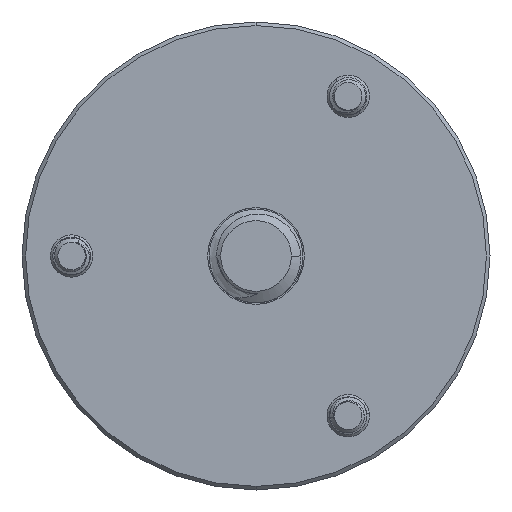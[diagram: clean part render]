
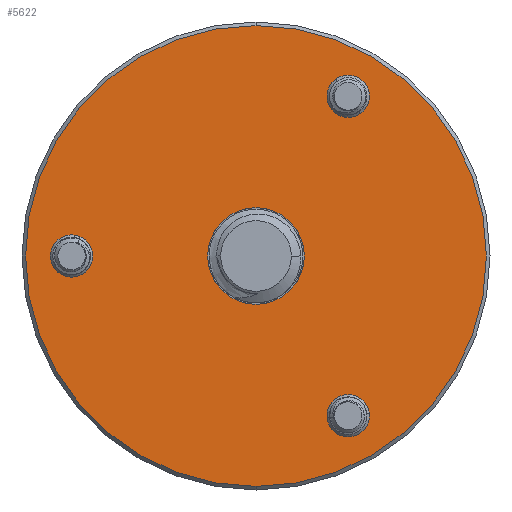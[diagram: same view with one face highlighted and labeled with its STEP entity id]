
A CAD part, front view. The second image highlights one B-rep face of the part: STEP entity #5622.
In plain terms, the highlighted planar face has unit normal (0, -1, 0).
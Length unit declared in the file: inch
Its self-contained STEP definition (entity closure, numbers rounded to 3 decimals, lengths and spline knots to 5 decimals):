
#128 = DIRECTION ( 'NONE',  ( 0., 1., 0. ) ) ;
#337 = CARTESIAN_POINT ( 'NONE',  ( 0., 0., 0. ) ) ;
#930 = FACE_BOUND ( 'NONE', #8347, .T. ) ;
#957 = DIRECTION ( 'NONE',  ( 0., -1., 0. ) ) ;
#993 = VERTEX_POINT ( 'NONE', #10971 ) ;
#1057 = VERTEX_POINT ( 'NONE', #13023 ) ;
#1155 = DIRECTION ( 'NONE',  ( 0., 1., 0. ) ) ;
#1159 = EDGE_LOOP ( 'NONE', ( #5073, #14183 ) ) ;
#1188 = DIRECTION ( 'NONE',  ( 0., 1., 0. ) ) ;
#1381 = VERTEX_POINT ( 'NONE', #16649 ) ;
#1661 = DIRECTION ( 'NONE',  ( 0., 0., 1. ) ) ;
#1719 = EDGE_CURVE ( 'NONE', #9052, #12722, #6926, .T. ) ;
#2212 = EDGE_CURVE ( 'NONE', #993, #5154, #12316, .T. ) ;
#2279 = CIRCLE ( 'NONE', #14676, 0.089 ) ;
#2326 = CARTESIAN_POINT ( 'NONE',  ( 0., 0., 0. ) ) ;
#2348 = CARTESIAN_POINT ( 'NONE',  ( 0., 0., 0. ) ) ;
#2813 = DIRECTION ( 'NONE',  ( 0., 1., 0. ) ) ;
#2877 = EDGE_CURVE ( 'NONE', #16637, #1381, #14364, .T. ) ;
#3303 = CIRCLE ( 'NONE', #8899, 0.089 ) ;
#3330 = ORIENTED_EDGE ( 'NONE', *, *, #2877, .T. ) ;
#3462 = AXIS2_PLACEMENT_3D ( 'NONE', #5170, #14190, #6461 ) ;
#3588 = DIRECTION ( 'NONE',  ( 0., 0., 1. ) ) ;
#3614 = DIRECTION ( 'NONE',  ( 0., 0., 1. ) ) ;
#4123 = AXIS2_PLACEMENT_3D ( 'NONE', #8670, #957, #9963 ) ;
#4355 = FACE_BOUND ( 'NONE', #5305, .T. ) ;
#4773 = AXIS2_PLACEMENT_3D ( 'NONE', #2348, #11336, #3614 ) ;
#4817 = DIRECTION ( 'NONE',  ( 0., 1., 0. ) ) ;
#5004 = DIRECTION ( 'NONE',  ( 0., 1., 0. ) ) ;
#5073 = ORIENTED_EDGE ( 'NONE', *, *, #2212, .T. ) ;
#5100 = EDGE_LOOP ( 'NONE', ( #11949, #6744 ) ) ;
#5131 = CARTESIAN_POINT ( 'NONE',  ( -0.775, 0., 0.089 ) ) ;
#5154 = VERTEX_POINT ( 'NONE', #15288 ) ;
#5170 = CARTESIAN_POINT ( 'NONE',  ( 0.3875, 0., 0.67117 ) ) ;
#5305 = EDGE_LOOP ( 'NONE', ( #15864, #3330 ) ) ;
#5328 = VERTEX_POINT ( 'NONE', #6668 ) ;
#5622 = ADVANCED_FACE ( 'NONE', ( #7784, #7375, #930, #4355, #14223 ), #14029, .F. ) ;
#5841 = EDGE_LOOP ( 'NONE', ( #11377, #12185 ) ) ;
#5903 = CARTESIAN_POINT ( 'NONE',  ( 0.3875, 0., -0.58217 ) ) ;
#5926 = VERTEX_POINT ( 'NONE', #8194 ) ;
#5986 = CARTESIAN_POINT ( 'NONE',  ( -0.775, 0., -0.089 ) ) ;
#6461 = DIRECTION ( 'NONE',  ( 0., 0., 1. ) ) ;
#6668 = CARTESIAN_POINT ( 'NONE',  ( 0.3875, 0., -0.76017 ) ) ;
#6744 = ORIENTED_EDGE ( 'NONE', *, *, #14744, .T. ) ;
#6926 = CIRCLE ( 'NONE', #9413, 0.089 ) ;
#7096 = CIRCLE ( 'NONE', #4773, 0.9685 ) ;
#7375 = FACE_BOUND ( 'NONE', #5100, .T. ) ;
#7784 = FACE_OUTER_BOUND ( 'NONE', #1159, .T. ) ;
#7867 = CARTESIAN_POINT ( 'NONE',  ( -0.775, 0., 0. ) ) ;
#8194 = CARTESIAN_POINT ( 'NONE',  ( 0., 0., 0.203 ) ) ;
#8347 = EDGE_LOOP ( 'NONE', ( #10984, #15209 ) ) ;
#8495 = EDGE_CURVE ( 'NONE', #12105, #5328, #13164, .T. ) ;
#8670 = CARTESIAN_POINT ( 'NONE',  ( 0., 0., 0. ) ) ;
#8863 = CARTESIAN_POINT ( 'NONE',  ( 0.3875, 0., -0.67117 ) ) ;
#8897 = DIRECTION ( 'NONE',  ( 0., 0., 1. ) ) ;
#8899 = AXIS2_PLACEMENT_3D ( 'NONE', #10530, #2813, #11803 ) ;
#8908 = CARTESIAN_POINT ( 'NONE',  ( 0.3875, 0., 0.67117 ) ) ;
#8988 = EDGE_CURVE ( 'NONE', #5926, #1057, #12113, .T. ) ;
#9052 = VERTEX_POINT ( 'NONE', #5131 ) ;
#9148 = DIRECTION ( 'NONE',  ( 0., 0., 1. ) ) ;
#9277 = AXIS2_PLACEMENT_3D ( 'NONE', #337, #9361, #1661 ) ;
#9361 = DIRECTION ( 'NONE',  ( 0., 1., 0. ) ) ;
#9413 = AXIS2_PLACEMENT_3D ( 'NONE', #12517, #4817, #13829 ) ;
#9847 = AXIS2_PLACEMENT_3D ( 'NONE', #8863, #1155, #10172 ) ;
#9913 = EDGE_CURVE ( 'NONE', #5154, #993, #7096, .T. ) ;
#9963 = DIRECTION ( 'NONE',  ( 0., 0., 1. ) ) ;
#9969 = AXIS2_PLACEMENT_3D ( 'NONE', #7867, #128, #9148 ) ;
#10099 = EDGE_CURVE ( 'NONE', #12722, #9052, #15775, .T. ) ;
#10172 = DIRECTION ( 'NONE',  ( 0., 0., 1. ) ) ;
#10207 = DIRECTION ( 'NONE',  ( 0., 0., 1. ) ) ;
#10467 = AXIS2_PLACEMENT_3D ( 'NONE', #15323, #5004, #8897 ) ;
#10530 = CARTESIAN_POINT ( 'NONE',  ( 0.3875, 0., -0.67117 ) ) ;
#10971 = CARTESIAN_POINT ( 'NONE',  ( 0., 0., 0.9685 ) ) ;
#10984 = ORIENTED_EDGE ( 'NONE', *, *, #8495, .T. ) ;
#11312 = DIRECTION ( 'NONE',  ( 0., 1., 0. ) ) ;
#11336 = DIRECTION ( 'NONE',  ( 0., -1., 0. ) ) ;
#11377 = ORIENTED_EDGE ( 'NONE', *, *, #1719, .T. ) ;
#11803 = DIRECTION ( 'NONE',  ( 0., 0., 1. ) ) ;
#11816 = EDGE_CURVE ( 'NONE', #5328, #12105, #3303, .T. ) ;
#11949 = ORIENTED_EDGE ( 'NONE', *, *, #8988, .T. ) ;
#12105 = VERTEX_POINT ( 'NONE', #5903 ) ;
#12113 = CIRCLE ( 'NONE', #14723, 0.203 ) ;
#12185 = ORIENTED_EDGE ( 'NONE', *, *, #10099, .T. ) ;
#12316 = CIRCLE ( 'NONE', #4123, 0.9685 ) ;
#12517 = CARTESIAN_POINT ( 'NONE',  ( -0.775, 0., 0. ) ) ;
#12639 = CARTESIAN_POINT ( 'NONE',  ( 0.3875, 0., 0.58217 ) ) ;
#12722 = VERTEX_POINT ( 'NONE', #5986 ) ;
#13008 = EDGE_CURVE ( 'NONE', #1381, #16637, #2279, .T. ) ;
#13023 = CARTESIAN_POINT ( 'NONE',  ( 0., 0., -0.203 ) ) ;
#13164 = CIRCLE ( 'NONE', #9847, 0.089 ) ;
#13829 = DIRECTION ( 'NONE',  ( 0., 0., 1. ) ) ;
#14029 = PLANE ( 'NONE',  #10467 ) ;
#14183 = ORIENTED_EDGE ( 'NONE', *, *, #9913, .T. ) ;
#14190 = DIRECTION ( 'NONE',  ( 0., 1., 0. ) ) ;
#14223 = FACE_BOUND ( 'NONE', #5841, .T. ) ;
#14364 = CIRCLE ( 'NONE', #3462, 0.089 ) ;
#14676 = AXIS2_PLACEMENT_3D ( 'NONE', #8908, #1188, #10207 ) ;
#14723 = AXIS2_PLACEMENT_3D ( 'NONE', #2326, #11312, #3588 ) ;
#14744 = EDGE_CURVE ( 'NONE', #1057, #5926, #15544, .T. ) ;
#15209 = ORIENTED_EDGE ( 'NONE', *, *, #11816, .T. ) ;
#15288 = CARTESIAN_POINT ( 'NONE',  ( 0., 0., -0.9685 ) ) ;
#15323 = CARTESIAN_POINT ( 'NONE',  ( 0., 0., 0. ) ) ;
#15544 = CIRCLE ( 'NONE', #9277, 0.203 ) ;
#15775 = CIRCLE ( 'NONE', #9969, 0.089 ) ;
#15864 = ORIENTED_EDGE ( 'NONE', *, *, #13008, .T. ) ;
#16637 = VERTEX_POINT ( 'NONE', #12639 ) ;
#16649 = CARTESIAN_POINT ( 'NONE',  ( 0.3875, 0., 0.76017 ) ) ;
